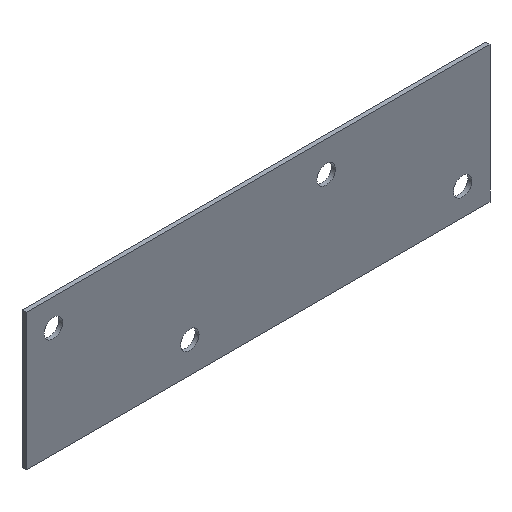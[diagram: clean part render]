
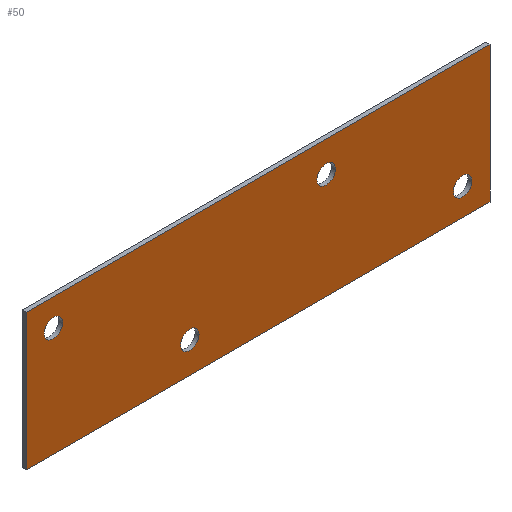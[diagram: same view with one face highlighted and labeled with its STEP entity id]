
A CAD part, isometric view. The second image highlights one B-rep face of the part: STEP entity #50.
In plain terms, the highlighted planar face has unit normal (0, -1, 0).
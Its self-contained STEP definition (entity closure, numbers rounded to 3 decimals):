
#50 = ADVANCED_FACE( '', ( #103, #104, #105, #106, #107 ), #108, .T. );
#103 = FACE_BOUND( '', #152, .T. );
#104 = FACE_BOUND( '', #153, .T. );
#105 = FACE_BOUND( '', #154, .T. );
#106 = FACE_BOUND( '', #155, .T. );
#107 = FACE_OUTER_BOUND( '', #156, .T. );
#108 = PLANE( '', #157 );
#152 = EDGE_LOOP( '', ( #223 ) );
#153 = EDGE_LOOP( '', ( #224 ) );
#154 = EDGE_LOOP( '', ( #225 ) );
#155 = EDGE_LOOP( '', ( #226 ) );
#156 = EDGE_LOOP( '', ( #227, #228, #229, #230 ) );
#157 = AXIS2_PLACEMENT_3D( '', #231, #232, #233 );
#223 = ORIENTED_EDGE( '', *, *, #244, .F. );
#224 = ORIENTED_EDGE( '', *, *, #262, .F. );
#225 = ORIENTED_EDGE( '', *, *, #264, .F. );
#226 = ORIENTED_EDGE( '', *, *, #268, .F. );
#227 = ORIENTED_EDGE( '', *, *, #266, .T. );
#228 = ORIENTED_EDGE( '', *, *, #258, .T. );
#229 = ORIENTED_EDGE( '', *, *, #270, .T. );
#230 = ORIENTED_EDGE( '', *, *, #254, .T. );
#231 = CARTESIAN_POINT( '', ( 0., 0., 0. ) );
#232 = DIRECTION( '', ( 0., -1., 0. ) );
#233 = DIRECTION( '', ( 0., 0., -1. ) );
#244 = EDGE_CURVE( '', #275, #275, #276, .T. );
#254 = EDGE_CURVE( '', #293, #294, #295, .T. );
#258 = EDGE_CURVE( '', #299, #300, #301, .T. );
#262 = EDGE_CURVE( '', #305, #305, #306, .T. );
#264 = EDGE_CURVE( '', #308, #308, #309, .T. );
#266 = EDGE_CURVE( '', #294, #299, #311, .T. );
#268 = EDGE_CURVE( '', #313, #313, #314, .T. );
#270 = EDGE_CURVE( '', #300, #293, #316, .T. );
#275 = VERTEX_POINT( '', #321 );
#276 = CIRCLE( '', #322, 2.159 );
#293 = VERTEX_POINT( '', #343 );
#294 = VERTEX_POINT( '', #344 );
#295 = LINE( '', #345, #346 );
#299 = VERTEX_POINT( '', #352 );
#300 = VERTEX_POINT( '', #353 );
#301 = LINE( '', #354, #355 );
#305 = VERTEX_POINT( '', #361 );
#306 = CIRCLE( '', #362, 2.159 );
#308 = VERTEX_POINT( '', #364 );
#309 = CIRCLE( '', #365, 2.159 );
#311 = LINE( '', #367, #368 );
#313 = VERTEX_POINT( '', #370 );
#314 = CIRCLE( '', #371, 2.159 );
#316 = LINE( '', #373, #374 );
#321 = CARTESIAN_POINT( '', ( 24.371, 0., -10.354 ) );
#322 = AXIS2_PLACEMENT_3D( '', #379, #380, #381 );
#343 = CARTESIAN_POINT( '', ( -79.388, 0., 15.046 ) );
#344 = CARTESIAN_POINT( '', ( -79.388, 0., -16.704 ) );
#345 = CARTESIAN_POINT( '', ( -79.388, 0., 15.046 ) );
#346 = VECTOR( '', #395, 1000. );
#352 = CARTESIAN_POINT( '', ( 28.562, 0., -16.704 ) );
#353 = CARTESIAN_POINT( '', ( 28.562, 0., 15.046 ) );
#354 = CARTESIAN_POINT( '', ( 28.562, 0., -16.704 ) );
#355 = VECTOR( '', #398, 1000. );
#361 = CARTESIAN_POINT( '', ( -7.379, 0., 7.921 ) );
#362 = AXIS2_PLACEMENT_3D( '', #401, #402, #403 );
#364 = CARTESIAN_POINT( '', ( -39.129, 0., -9.539 ) );
#365 = AXIS2_PLACEMENT_3D( '', #404, #405, #406 );
#367 = CARTESIAN_POINT( '', ( -79.388, 0., -16.704 ) );
#368 = VECTOR( '', #407, 1000. );
#370 = CARTESIAN_POINT( '', ( -70.879, 0., 8.696 ) );
#371 = AXIS2_PLACEMENT_3D( '', #408, #409, #410 );
#373 = CARTESIAN_POINT( '', ( 28.562, 0., 15.046 ) );
#374 = VECTOR( '', #411, 1000. );
#379 = CARTESIAN_POINT( '', ( 22.212, 0., -10.354 ) );
#380 = DIRECTION( '', ( 0., -1., 0. ) );
#381 = DIRECTION( '', ( 1., 0., 0. ) );
#395 = DIRECTION( '', ( 0., 0., -1. ) );
#398 = DIRECTION( '', ( 0., 0., 1. ) );
#401 = CARTESIAN_POINT( '', ( -9.538, 0., 7.921 ) );
#402 = DIRECTION( '', ( 0., -1., 0. ) );
#403 = DIRECTION( '', ( 1., 0., 0. ) );
#404 = CARTESIAN_POINT( '', ( -41.288, 0., -9.539 ) );
#405 = DIRECTION( '', ( 0., -1., 0. ) );
#406 = DIRECTION( '', ( 1., 0., 0. ) );
#407 = DIRECTION( '', ( 1., 0., 0. ) );
#408 = CARTESIAN_POINT( '', ( -73.038, 0., 8.696 ) );
#409 = DIRECTION( '', ( 0., -1., 0. ) );
#410 = DIRECTION( '', ( 1., 0., 0. ) );
#411 = DIRECTION( '', ( -1., 0., 0. ) );
